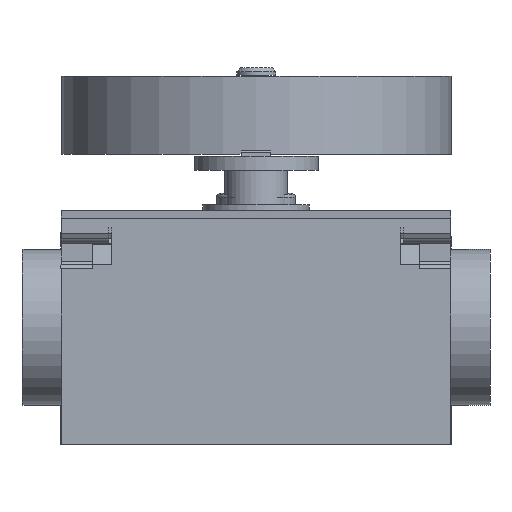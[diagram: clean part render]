
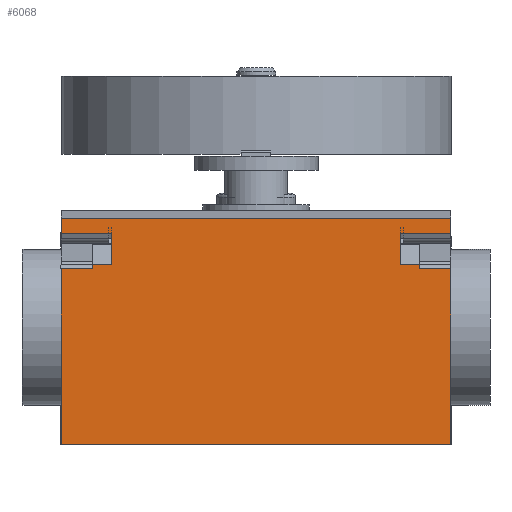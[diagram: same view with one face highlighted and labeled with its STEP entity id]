
A CAD part, front view. The second image highlights one B-rep face of the part: STEP entity #6068.
In plain terms, the highlighted planar face has unit normal (0, -1, 0).
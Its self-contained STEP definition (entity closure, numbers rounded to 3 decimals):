
#5379=CARTESIAN_POINT('',(43.5,0.,22.999));
#5380=VERTEX_POINT('',#5379);
#5414=CARTESIAN_POINT('',(43.5,0.,27.0));
#5415=VERTEX_POINT('',#5414);
#5422=CARTESIAN_POINT('',(43.5,0.,22.999));
#5423=DIRECTION('',(0.0,0.0,1.0));
#5424=VECTOR('',#5423,4.001);
#5425=LINE('',#5422,#5424);
#5426=EDGE_CURVE('',#5380,#5415,#5425,.T.);
#5436=CARTESIAN_POINT('',(6.5,0.,27.0));
#5437=VERTEX_POINT('',#5436);
#5473=CARTESIAN_POINT('',(6.5,0.,22.999));
#5474=VERTEX_POINT('',#5473);
#5481=CARTESIAN_POINT('',(6.5,0.,27.0));
#5482=DIRECTION('',(0.0,0.0,-1.0));
#5483=VECTOR('',#5482,4.001);
#5484=LINE('',#5481,#5483);
#5485=EDGE_CURVE('',#5437,#5474,#5484,.T.);
#5549=CARTESIAN_POINT('',(0.0,0.,27.0));
#5550=VERTEX_POINT('',#5549);
#5557=CARTESIAN_POINT('',(0.0,0.,29.0));
#5558=VERTEX_POINT('',#5557);
#5559=CARTESIAN_POINT('',(0.0,0.,27.0));
#5560=DIRECTION('',(0.0,0.0,1.0));
#5561=VECTOR('',#5560,2.0);
#5562=LINE('',#5559,#5561);
#5563=EDGE_CURVE('',#5550,#5558,#5562,.T.);
#5589=CARTESIAN_POINT('',(0.0,0.0,0.0));
#5590=VERTEX_POINT('',#5589);
#5597=CARTESIAN_POINT('',(0.0,0.,22.5));
#5598=VERTEX_POINT('',#5597);
#5599=CARTESIAN_POINT('',(0.0,0.,0.0));
#5600=DIRECTION('',(0.0,0.0,1.0));
#5601=VECTOR('',#5600,22.5);
#5602=LINE('',#5599,#5601);
#5603=EDGE_CURVE('',#5590,#5598,#5602,.T.);
#5648=CARTESIAN_POINT('',(6.5,0.,27.0));
#5649=DIRECTION('',(-1.0,0.0,0.0));
#5650=VECTOR('',#5649,6.5);
#5651=LINE('',#5648,#5650);
#5652=EDGE_CURVE('',#5437,#5550,#5651,.T.);
#5881=CARTESIAN_POINT('',(4.0,0.,22.5));
#5882=VERTEX_POINT('',#5881);
#5890=CARTESIAN_POINT('',(4.0,0.,22.999));
#5891=VERTEX_POINT('',#5890);
#5892=CARTESIAN_POINT('',(4.0,0.,22.5));
#5893=DIRECTION('',(0.0,0.0,1.0));
#5894=VECTOR('',#5893,0.499);
#5895=LINE('',#5892,#5894);
#5896=EDGE_CURVE('',#5882,#5891,#5895,.T.);
#5924=CARTESIAN_POINT('',(6.5,0.,22.999));
#5925=DIRECTION('',(-1.0,0.0,0.0));
#5926=VECTOR('',#5925,2.5);
#5927=LINE('',#5924,#5926);
#5928=EDGE_CURVE('',#5474,#5891,#5927,.T.);
#5958=CARTESIAN_POINT('',(0.0,0.,22.5));
#5959=DIRECTION('',(1.0,0.0,0.0));
#5960=VECTOR('',#5959,4.0);
#5961=LINE('',#5958,#5960);
#5962=EDGE_CURVE('',#5598,#5882,#5961,.T.);
#5974=CARTESIAN_POINT('',(50.,0.,29.0));
#5975=VERTEX_POINT('',#5974);
#5976=CARTESIAN_POINT('',(0.0,0.,29.));
#5977=DIRECTION('',(1.0,0.0,0.0));
#5978=VECTOR('',#5977,50.);
#5979=LINE('',#5976,#5978);
#5980=EDGE_CURVE('',#5558,#5975,#5979,.T.);
#6000=CARTESIAN_POINT('',(41.1,0.,0.));
#6001=DIRECTION('',(0.0,-1.0,0.0));
#6002=DIRECTION('',(0.0,0.0,1.0));
#6003=AXIS2_PLACEMENT_3D('',#6000,#6001,#6002);
#6004=PLANE('',#6003);
#6005=CARTESIAN_POINT('',(50.,0.0,0.0));
#6006=VERTEX_POINT('',#6005);
#6007=CARTESIAN_POINT('',(0.0,0.,0.));
#6008=DIRECTION('',(1.0,0.0,0.0));
#6009=VECTOR('',#6008,50.);
#6010=LINE('',#6007,#6009);
#6011=EDGE_CURVE('',#5590,#6006,#6010,.T.);
#6012=ORIENTED_EDGE('',*,*,#6011,.T.);
#6013=CARTESIAN_POINT('',(50.,0.,22.5));
#6014=VERTEX_POINT('',#6013);
#6015=CARTESIAN_POINT('',(50.,0.,0.0));
#6016=DIRECTION('',(0.0,0.0,1.0));
#6017=VECTOR('',#6016,22.5);
#6018=LINE('',#6015,#6017);
#6019=EDGE_CURVE('',#6006,#6014,#6018,.T.);
#6020=ORIENTED_EDGE('',*,*,#6019,.T.);
#6021=CARTESIAN_POINT('',(46.,0.,22.5));
#6022=VERTEX_POINT('',#6021);
#6023=CARTESIAN_POINT('',(50.,0.,22.5));
#6024=DIRECTION('',(-1.0,0.0,0.0));
#6025=VECTOR('',#6024,4.0);
#6026=LINE('',#6023,#6025);
#6027=EDGE_CURVE('',#6014,#6022,#6026,.T.);
#6028=ORIENTED_EDGE('',*,*,#6027,.T.);
#6029=CARTESIAN_POINT('',(46.,0.,22.999));
#6030=VERTEX_POINT('',#6029);
#6031=CARTESIAN_POINT('',(46.,0.,22.5));
#6032=DIRECTION('',(0.0,0.0,1.0));
#6033=VECTOR('',#6032,0.499);
#6034=LINE('',#6031,#6033);
#6035=EDGE_CURVE('',#6022,#6030,#6034,.T.);
#6036=ORIENTED_EDGE('',*,*,#6035,.T.);
#6037=CARTESIAN_POINT('',(43.5,0.,22.999));
#6038=DIRECTION('',(1.0,0.0,0.0));
#6039=VECTOR('',#6038,2.5);
#6040=LINE('',#6037,#6039);
#6041=EDGE_CURVE('',#5380,#6030,#6040,.T.);
#6042=ORIENTED_EDGE('',*,*,#6041,.F.);
#6043=ORIENTED_EDGE('',*,*,#5426,.T.);
#6044=CARTESIAN_POINT('',(50.,0.,27.0));
#6045=VERTEX_POINT('',#6044);
#6046=CARTESIAN_POINT('',(43.5,0.,27.0));
#6047=DIRECTION('',(1.0,0.0,0.0));
#6048=VECTOR('',#6047,6.5);
#6049=LINE('',#6046,#6048);
#6050=EDGE_CURVE('',#5415,#6045,#6049,.T.);
#6051=ORIENTED_EDGE('',*,*,#6050,.T.);
#6052=CARTESIAN_POINT('',(50.,0.,27.0));
#6053=DIRECTION('',(0.0,0.0,1.0));
#6054=VECTOR('',#6053,2.0);
#6055=LINE('',#6052,#6054);
#6056=EDGE_CURVE('',#6045,#5975,#6055,.T.);
#6057=ORIENTED_EDGE('',*,*,#6056,.T.);
#6058=ORIENTED_EDGE('',*,*,#5980,.F.);
#6059=ORIENTED_EDGE('',*,*,#5563,.F.);
#6060=ORIENTED_EDGE('',*,*,#5652,.F.);
#6061=ORIENTED_EDGE('',*,*,#5485,.T.);
#6062=ORIENTED_EDGE('',*,*,#5928,.T.);
#6063=ORIENTED_EDGE('',*,*,#5896,.F.);
#6064=ORIENTED_EDGE('',*,*,#5962,.F.);
#6065=ORIENTED_EDGE('',*,*,#5603,.F.);
#6066=EDGE_LOOP('',(#6012,#6020,#6028,#6036,#6042,#6043,#6051,#6057,#6058,#6059,#6060,#6061,#6062,#6063,#6064,#6065));
#6067=FACE_OUTER_BOUND('',#6066,.T.);
#6068=ADVANCED_FACE('',(#6067),#6004,.T.);
